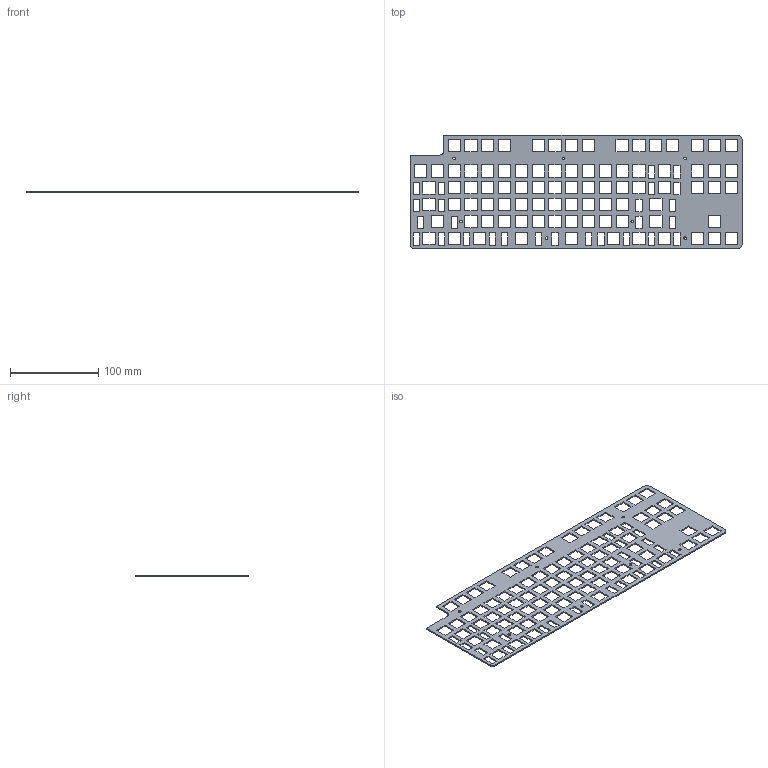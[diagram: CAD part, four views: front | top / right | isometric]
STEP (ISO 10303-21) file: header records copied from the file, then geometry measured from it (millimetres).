
FILE_DESCRIPTION(/* description */ ('','CAx-IF Rec.Pracs.---Representation and Presentation of Product Manufacturing Information (PMI)---4.0---2014-10-13'),/* implementation_level */ '2;1');
FILE_NAME(/* name */ 'Switchplate.step',/* time_stamp */ '2025-01-12T16:14:28+01:00',/* author */ (''),/* organization */ (''),/* preprocessor_version */ 'ST-DEVELOPER v20',/* originating_system */ 'Autodesk Translation Framework v13.20.0.188',/* authorisation */ '');
FILE_SCHEMA (('AP242_MANAGED_MODEL_BASED_3D_ENGINEERING_MIM_LF { 1 0 10303 442 1 1 4 }'));
Length unit declared in the file: millimetre
Products named in the file (1): FusionComponent
Bounding box: 376.43 x 128.78 x 1.5 mm (x, y, z)
Volume: 41921.9 mm3; surface area: 66443.6 mm2
Topology: 1 solids, 1 shells, 471 faces, 1407 edges, 938 vertices
Faces by surface type: plane 460, cylinder 11
Full cylindrical faces by diameter (mm): 3 x7
Entity records: 16036 total; most frequent: CARTESIAN_POINT 2817, ORIENTED_EDGE 2814, DIRECTION 2373, EDGE_CURVE 1407, LINE 1385, VECTOR 1385, VERTEX_POINT 938, EDGE_LOOP 711
